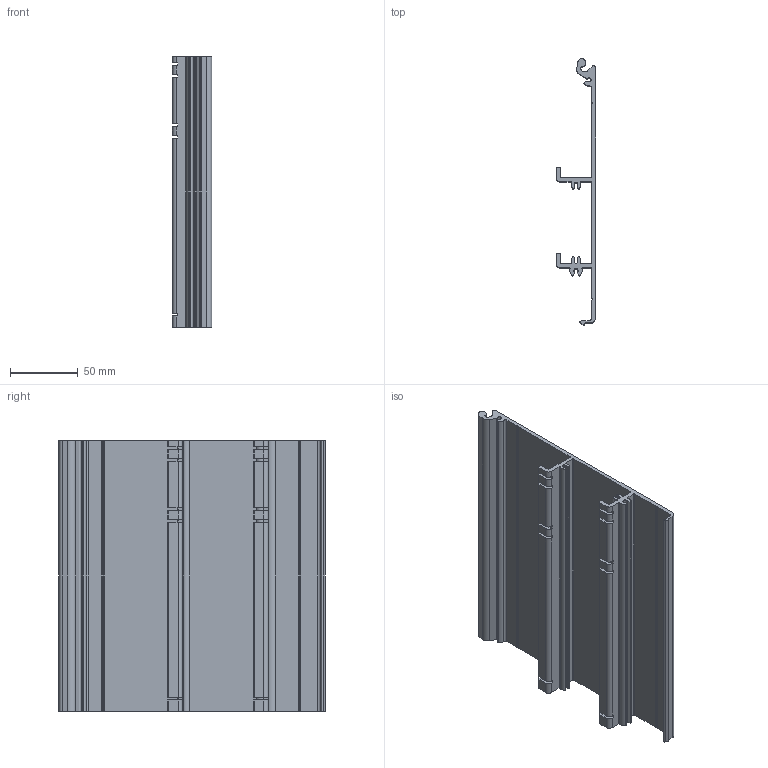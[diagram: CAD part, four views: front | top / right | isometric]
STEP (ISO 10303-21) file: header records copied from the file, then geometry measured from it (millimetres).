
FILE_DESCRIPTION(('STEP AP203'),'1');
FILE_NAME('re FDP 200mm.step','2018-06-11T07:11:51',(' '),(' '),'Spatial InterOp 3D',' ',' ');
FILE_SCHEMA(('CONFIG_CONTROL_DESIGN'));
Length unit declared in the file: millimetre
Products named in the file (2): 1; 2
Bounding box: 29 x 196.42 x 200 mm (x, y, z)
Volume: 191470 mm3; surface area: 127652.5 mm2
Topology: 1 solids, 1 shells, 224 faces, 676 edges, 464 vertices
Faces by surface type: cylinder 116, plane 108
Entity records: 7743 total; most frequent: DIRECTION 1360, CARTESIAN_POINT 1346, ORIENTED_EDGE 1332, EDGE_CURVE 666, AXIS2_PLACEMENT_3D 458, LINE 444, VECTOR 444, VERTEX_POINT 444
